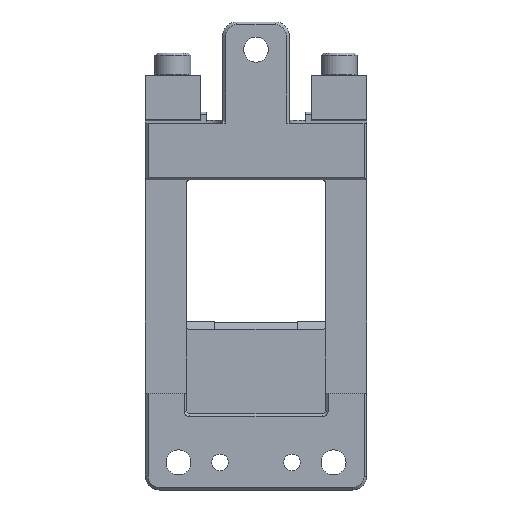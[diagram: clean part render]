
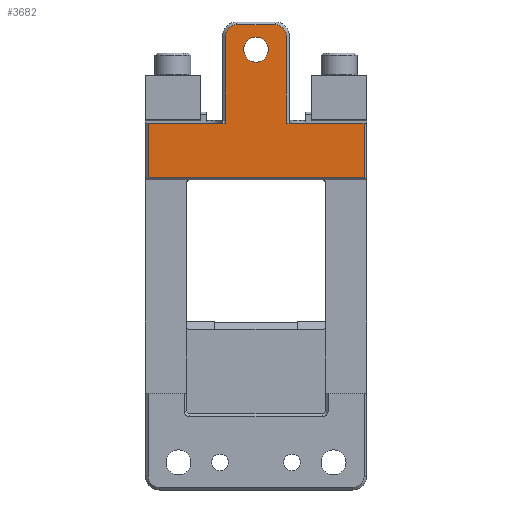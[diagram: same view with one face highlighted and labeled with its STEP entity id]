
A CAD part, front view. The second image highlights one B-rep face of the part: STEP entity #3682.
In plain terms, the highlighted planar face has unit normal (0, -1, 0).
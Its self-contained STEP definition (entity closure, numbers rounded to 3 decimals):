
#133=PLANE('',#3962);
#319=LINE('',#5676,#680);
#327=LINE('',#5693,#688);
#329=LINE('',#5699,#690);
#330=LINE('',#5702,#691);
#331=LINE('',#5704,#692);
#332=LINE('',#5706,#693);
#333=LINE('',#5708,#694);
#334=LINE('',#5710,#695);
#335=LINE('',#5712,#696);
#336=LINE('',#5716,#697);
#680=VECTOR('',#4492,1000.);
#688=VECTOR('',#4504,1000.);
#690=VECTOR('',#4510,1000.);
#691=VECTOR('',#4511,1000.);
#692=VECTOR('',#4512,1000.);
#693=VECTOR('',#4513,1000.);
#694=VECTOR('',#4514,1000.);
#695=VECTOR('',#4515,1000.);
#696=VECTOR('',#4516,1000.);
#697=VECTOR('',#4521,1000.);
#1105=ORIENTED_EDGE('',*,*,#2155,.F.);
#1106=ORIENTED_EDGE('',*,*,#2156,.T.);
#1107=ORIENTED_EDGE('',*,*,#2157,.F.);
#1108=ORIENTED_EDGE('',*,*,#2158,.F.);
#1109=ORIENTED_EDGE('',*,*,#2159,.T.);
#1110=ORIENTED_EDGE('',*,*,#2160,.T.);
#1111=ORIENTED_EDGE('',*,*,#2161,.T.);
#1112=ORIENTED_EDGE('',*,*,#2162,.T.);
#1113=ORIENTED_EDGE('',*,*,#2163,.F.);
#1114=ORIENTED_EDGE('',*,*,#2153,.T.);
#1115=ORIENTED_EDGE('',*,*,#2164,.F.);
#1116=ORIENTED_EDGE('',*,*,#2145,.F.);
#1117=ORIENTED_EDGE('',*,*,#2165,.T.);
#2145=EDGE_CURVE('',#2662,#2663,#319,.T.);
#2153=EDGE_CURVE('',#2669,#2668,#327,.T.);
#2155=EDGE_CURVE('',#2670,#2670,#2953,.T.);
#2156=EDGE_CURVE('',#2671,#2672,#329,.T.);
#2157=EDGE_CURVE('',#2673,#2672,#330,.T.);
#2158=EDGE_CURVE('',#2674,#2673,#331,.T.);
#2159=EDGE_CURVE('',#2674,#2675,#332,.T.);
#2160=EDGE_CURVE('',#2675,#2676,#333,.T.);
#2161=EDGE_CURVE('',#2676,#2677,#334,.T.);
#2162=EDGE_CURVE('',#2677,#2678,#335,.T.);
#2163=EDGE_CURVE('',#2669,#2678,#2954,.T.);
#2164=EDGE_CURVE('',#2663,#2668,#2955,.T.);
#2165=EDGE_CURVE('',#2662,#2671,#336,.T.);
#2662=VERTEX_POINT('',#5677);
#2663=VERTEX_POINT('',#5678);
#2668=VERTEX_POINT('',#5692);
#2669=VERTEX_POINT('',#5694);
#2670=VERTEX_POINT('',#5698);
#2671=VERTEX_POINT('',#5700);
#2672=VERTEX_POINT('',#5701);
#2673=VERTEX_POINT('',#5703);
#2674=VERTEX_POINT('',#5705);
#2675=VERTEX_POINT('',#5707);
#2676=VERTEX_POINT('',#5709);
#2677=VERTEX_POINT('',#5711);
#2678=VERTEX_POINT('',#5713);
#2953=CIRCLE('',#3963,4.5);
#2954=CIRCLE('',#3964,4.);
#2955=CIRCLE('',#3965,4.);
#3100=EDGE_LOOP('',(#1105));
#3101=EDGE_LOOP('',(#1106,#1107,#1108,#1109,#1110,#1111,#1112,#1113,#1114,
#1115,#1116,#1117));
#3355=FACE_BOUND('',#3100,.T.);
#3356=FACE_BOUND('',#3101,.T.);
#3682=ADVANCED_FACE('',(#3355,#3356),#133,.F.);
#3962=AXIS2_PLACEMENT_3D('',#5696,#4506,#4507);
#3963=AXIS2_PLACEMENT_3D('',#5697,#4508,#4509);
#3964=AXIS2_PLACEMENT_3D('',#5714,#4517,#4518);
#3965=AXIS2_PLACEMENT_3D('',#5715,#4519,#4520);
#4492=DIRECTION('',(0.,0.,1.));
#4504=DIRECTION('',(-1.,0.,0.));
#4506=DIRECTION('',(0.,1.,0.));
#4507=DIRECTION('',(0.,0.,1.));
#4508=DIRECTION('',(0.,-1.,0.));
#4509=DIRECTION('',(0.,0.,-1.));
#4510=DIRECTION('',(-1.,0.,0.));
#4511=DIRECTION('',(0.,0.,1.));
#4512=DIRECTION('',(-1.,0.,0.));
#4513=DIRECTION('',(0.,0.,1.));
#4514=DIRECTION('',(-1.,0.,0.));
#4515=DIRECTION('',(-1.,0.,0.));
#4516=DIRECTION('',(0.,0.,1.));
#4517=DIRECTION('',(0.,1.,0.));
#4518=DIRECTION('',(0.,0.,1.));
#4519=DIRECTION('',(0.,1.,0.));
#4520=DIRECTION('',(0.,0.,1.));
#4521=DIRECTION('',(-1.,0.,0.));
#5676=CARTESIAN_POINT('',(-11.,0.,-37.));
#5677=CARTESIAN_POINT('',(-11.,0.,-36.5));
#5678=CARTESIAN_POINT('',(-11.,0.,-5.));
#5692=CARTESIAN_POINT('',(-7.,0.,-1.));
#5693=CARTESIAN_POINT('',(12.,0.,-1.));
#5694=CARTESIAN_POINT('',(7.,0.,-1.));
#5696=CARTESIAN_POINT('',(40.,0.,-32.5));
#5697=CARTESIAN_POINT('',(0.,0.,-10.));
#5698=CARTESIAN_POINT('',(0.,0.,-14.5));
#5699=CARTESIAN_POINT('',(40.,0.,-36.5));
#5700=CARTESIAN_POINT('',(-12.021,0.,-36.5));
#5701=CARTESIAN_POINT('',(-39.,0.,-36.5));
#5702=CARTESIAN_POINT('',(-39.,0.,-169.));
#5703=CARTESIAN_POINT('',(-39.,0.,-56.));
#5704=CARTESIAN_POINT('',(40.,0.,-56.));
#5705=CARTESIAN_POINT('',(39.,0.,-56.));
#5706=CARTESIAN_POINT('',(39.,0.,-169.));
#5707=CARTESIAN_POINT('',(39.,0.,-36.5));
#5708=CARTESIAN_POINT('',(40.,0.,-36.5));
#5709=CARTESIAN_POINT('',(12.021,0.,-36.5));
#5710=CARTESIAN_POINT('',(40.,0.,-36.5));
#5711=CARTESIAN_POINT('',(11.,0.,-36.5));
#5712=CARTESIAN_POINT('',(11.,0.,-37.));
#5713=CARTESIAN_POINT('',(11.,0.,-5.));
#5714=CARTESIAN_POINT('',(7.,0.,-5.));
#5715=CARTESIAN_POINT('',(-7.,0.,-5.));
#5716=CARTESIAN_POINT('',(40.,0.,-36.5));
